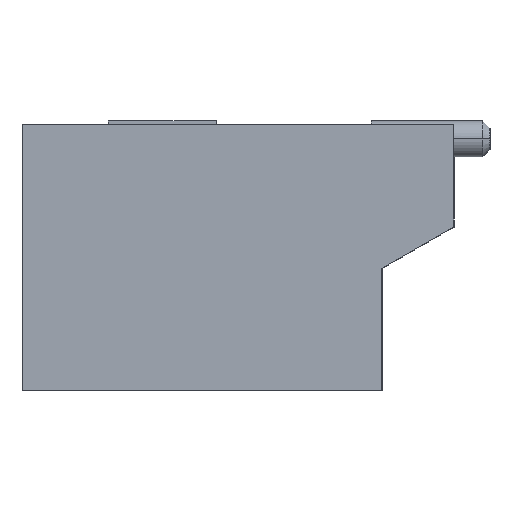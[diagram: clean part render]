
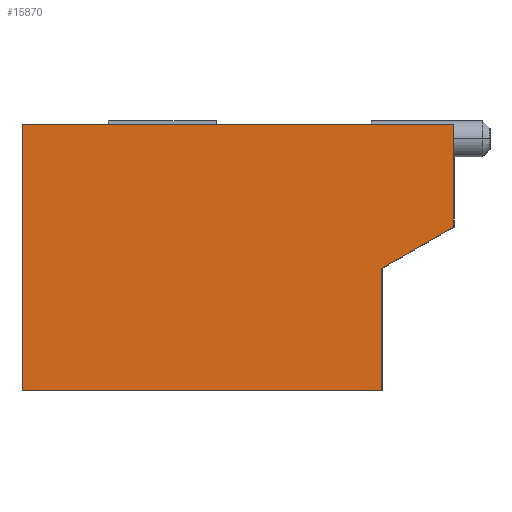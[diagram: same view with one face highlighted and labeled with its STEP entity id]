
A CAD part, left-side view. The second image highlights one B-rep face of the part: STEP entity #15870.
In plain terms, the highlighted planar face has unit normal (-1, 0, 0).
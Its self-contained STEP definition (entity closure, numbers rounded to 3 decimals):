
#8630=CARTESIAN_POINT('',(-13.5,-5.,-0.));
#8640=VERTEX_POINT('',#8630);
#8670=CARTESIAN_POINT('',(-13.5,-5.,1.7));
#8680=DIRECTION('',(0.,0.,-1.));
#8690=VECTOR('',#8680,1.7);
#8700=LINE('',#8670,#8690);
#8710=CARTESIAN_POINT('',(-13.5,-5.,1.7));
#8720=VERTEX_POINT('',#8710);
#8730=EDGE_CURVE('',#8720,#8640,#8700,.T.);
#14170=CARTESIAN_POINT('',(-13.5,0.,3.7));
#14180=VERTEX_POINT('',#14170);
#14210=CARTESIAN_POINT('',(-13.5,0.,3.7));
#14220=DIRECTION('',(0.,0.,-1.));
#14230=VECTOR('',#14220,3.7);
#14240=LINE('',#14210,#14230);
#14250=CARTESIAN_POINT('',(-13.5,0.,0.));
#14260=VERTEX_POINT('',#14250);
#14270=EDGE_CURVE('',#14180,#14260,#14240,.T.);
#15070=CARTESIAN_POINT('',(-13.5,-6.,2.277));
#15080=DIRECTION('',(0.,0.866,-0.5));
#15090=VECTOR('',#15080,1.155);
#15100=LINE('',#15070,#15090);
#15110=CARTESIAN_POINT('',(-13.5,-6.,2.277));
#15120=VERTEX_POINT('',#15110);
#15130=EDGE_CURVE('',#15120,#8720,#15100,.T.);
#15570=CARTESIAN_POINT('',(-13.5,-3.323,0.));
#15580=DIRECTION('',(-1.,-0.,0.));
#15590=DIRECTION('',(0.,-1.,0.));
#15600=AXIS2_PLACEMENT_3D('',#15570,#15580,#15590);
#15610=PLANE('',#15600);
#15620=CARTESIAN_POINT('',(-13.5,-1.1,3.7));
#15630=DIRECTION('',(0.,1.,0.));
#15640=VECTOR('',#15630,1.);
#15650=LINE('',#15620,#15640);
#15660=CARTESIAN_POINT('',(-13.5,-6.,3.7));
#15670=VERTEX_POINT('',#15660);
#15680=EDGE_CURVE('',#15670,#14180,#15650,.T.);
#15690=ORIENTED_EDGE('',*,*,#15680,.T.);
#15700=CARTESIAN_POINT('',(-13.5,-6.,2.277));
#15710=DIRECTION('',(0.,0.,1.));
#15720=VECTOR('',#15710,1.423);
#15730=LINE('',#15700,#15720);
#15740=EDGE_CURVE('',#15120,#15670,#15730,.T.);
#15750=ORIENTED_EDGE('',*,*,#15740,.T.);
#15760=ORIENTED_EDGE('',*,*,#15130,.F.);
#15770=ORIENTED_EDGE('',*,*,#8730,.F.);
#15780=CARTESIAN_POINT('',(-13.5,0.,0.));
#15790=DIRECTION('',(0.,-1.,0.));
#15800=VECTOR('',#15790,0.927);
#15810=LINE('',#15780,#15800);
#15820=EDGE_CURVE('',#14260,#8640,#15810,.T.);
#15830=ORIENTED_EDGE('',*,*,#15820,.T.);
#15840=ORIENTED_EDGE('',*,*,#14270,.T.);
#15850=EDGE_LOOP('',(#15840,#15830,#15770,#15760,#15750,#15690));
#15860=FACE_OUTER_BOUND('',#15850,.T.);
#15870=ADVANCED_FACE('',(#15860),#15610,.T.);
